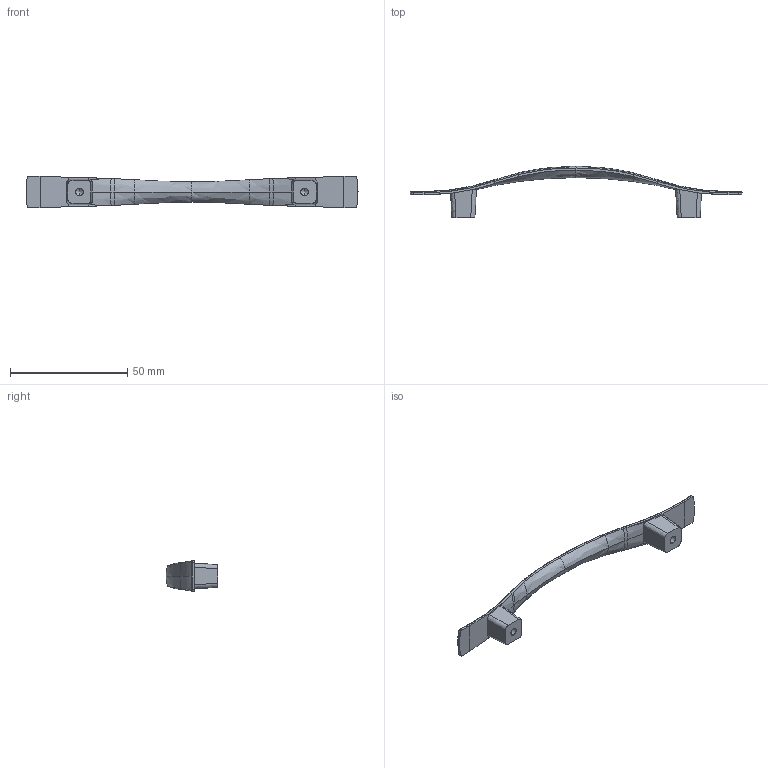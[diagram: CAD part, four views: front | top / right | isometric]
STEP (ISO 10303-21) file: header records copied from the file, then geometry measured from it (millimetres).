
FILE_DESCRIPTION (( 'STEP AP214' ), '1' );
FILE_NAME ('F001891,F001892,F001893,F001894_3D.step', '2022-06-10T07:04:54', ( '' ), ( '' ), 'SwSTEP 2.0', 'SolidWorks 2020', '' );
FILE_SCHEMA (( 'AUTOMOTIVE_DESIGN' ));
Length unit declared in the file: millimetre
Products named in the file (1): F001891,F001892,F001893,F001894_3D
Bounding box: 141.5 x 22 x 13.55 mm (x, y, z)
Volume: 5741.6 mm3; surface area: 4716.5 mm2
Topology: 1 solids, 1 shells, 120 faces, 286 edges, 166 vertices
Faces by surface type: bspline 88, cylinder 14, plane 14, cone 4
Entity records: 8137 total; most frequent: CARTESIAN_POINT 6045, ORIENTED_EDGE 564, EDGE_CURVE 282, B_SPLINE_CURVE_WITH_KNOTS 187, DIRECTION 170, VERTEX_POINT 166, EDGE_LOOP 122, FACE_OUTER_BOUND 120
